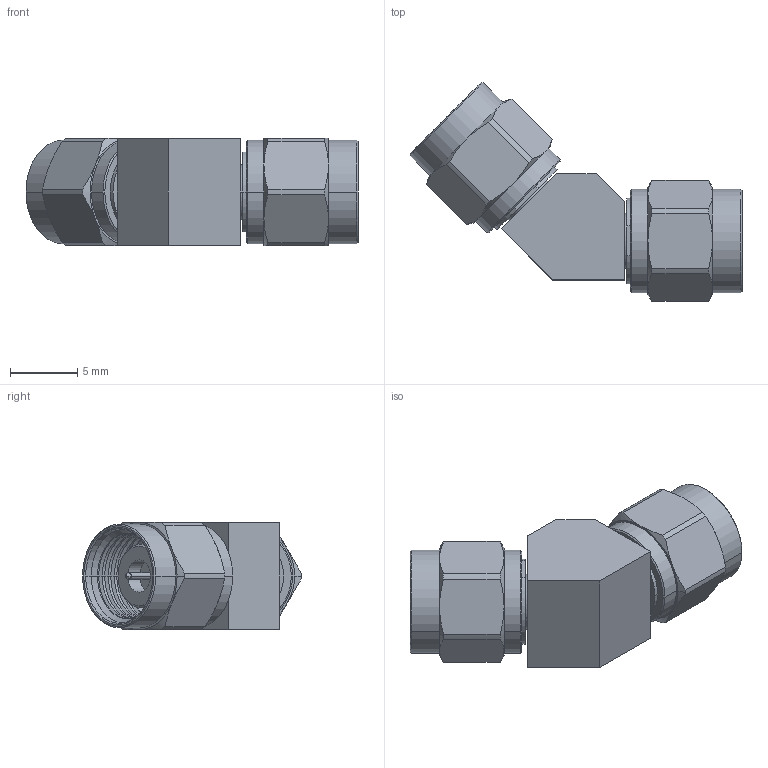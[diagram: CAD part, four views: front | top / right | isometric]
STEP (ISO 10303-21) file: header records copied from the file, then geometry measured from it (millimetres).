
FILE_DESCRIPTION (( 'STEP AP203' ), '1' );
FILE_NAME ('FMAD1587_3D.STEP', '2022-11-28T23:18:00', ( '' ), ( '' ), 'SwSTEP 2.0', 'SolidWorks 2022', '' );
FILE_SCHEMA (( 'CONFIG_CONTROL_DESIGN' ));
Length unit declared in the file: inch
Products named in the file (5): AD45S-183-188-2-BODY.stp; FMAD1587_3D; AD45S-183-188-3.stp; ad45s-185-3-185-3_asm.stp
Assembly tree (4 placements, depth 3):
  FMAD1587_3D
    ad45s-185-3-185-3_asm.stp
      AD45S-183-188-3.stp
      AD45S-183-188-2-BODY.stp
      AD45S-183-188-2-BODY.stp
Bounding box: 24.71 x 16.29 x 8 mm (x, y, z)
Volume: 1010.7 mm3; surface area: 1553.5 mm2
Topology: 3 solids, 3 shells, 278 faces, 614 edges, 360 vertices
Faces by surface type: cone 118, cylinder 110, plane 50
Entity records: 8387 total; most frequent: CARTESIAN_POINT 1596, DIRECTION 1454, ORIENTED_EDGE 1228, EDGE_CURVE 614, AXIS2_PLACEMENT_3D 602, VERTEX_POINT 360, CIRCLE 316, EDGE_LOOP 296
